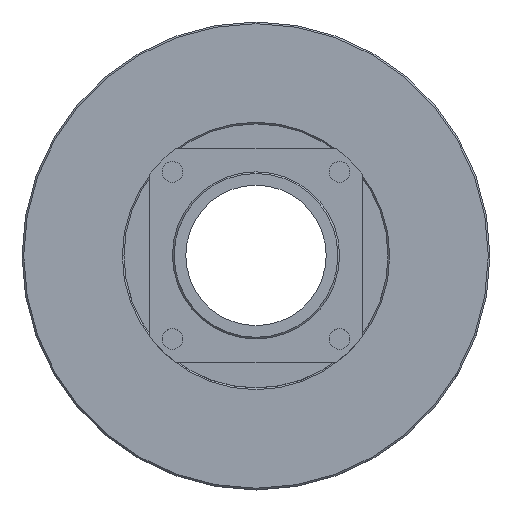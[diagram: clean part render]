
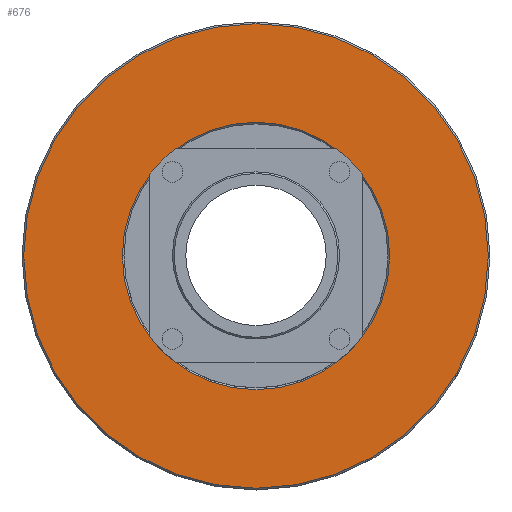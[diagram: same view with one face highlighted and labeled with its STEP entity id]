
A CAD part, top view. The second image highlights one B-rep face of the part: STEP entity #676.
In plain terms, the highlighted planar face has unit normal (0, 0, 1).
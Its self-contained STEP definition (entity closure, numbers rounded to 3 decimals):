
#58=PLANE($,#759);
#118=FACE_BOUND($,#237,.T.);
#159=FACE_OUTER_BOUND($,#236,.T.);
#236=EDGE_LOOP($,(#539));
#237=EDGE_LOOP($,(#540));
#300=CIRCLE($,#758,40.);
#301=CIRCLE($,#760,69.5);
#359=VERTEX_POINT($,#1396);
#360=VERTEX_POINT($,#1399);
#426=EDGE_CURVE($,#359,#359,#300,.T.);
#427=EDGE_CURVE($,#360,#360,#301,.T.);
#539=ORIENTED_EDGE($,*,*,#427,.F.);
#540=ORIENTED_EDGE($,*,*,#426,.F.);
#676=ADVANCED_FACE($,(#159,#118),#58,.T.);
#758=AXIS2_PLACEMENT_3D($,#1397,#920,#921);
#759=AXIS2_PLACEMENT_3D($,#1398,#922,#923);
#760=AXIS2_PLACEMENT_3D($,#1400,#924,#925);
#920=DIRECTION('center_axis',(0.,0.,1.));
#921=DIRECTION('ref_axis',(0.,-1.,0.));
#922=DIRECTION('center_axis',(0.,0.,1.));
#923=DIRECTION('ref_axis',(1.,0.,0.));
#924=DIRECTION('center_axis',(0.,0.,-1.));
#925=DIRECTION('ref_axis',(0.,-1.,0.));
#1396=CARTESIAN_POINT('',(0.,40.,15.));
#1397=CARTESIAN_POINT('Origin',(0.,0.,15.));
#1398=CARTESIAN_POINT('Origin',(0.,70.,15.));
#1399=CARTESIAN_POINT('',(0.,69.5,15.));
#1400=CARTESIAN_POINT('Origin',(0.,0.,15.));
